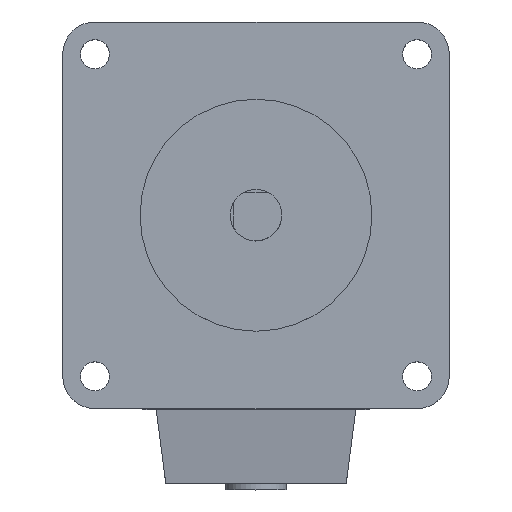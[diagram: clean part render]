
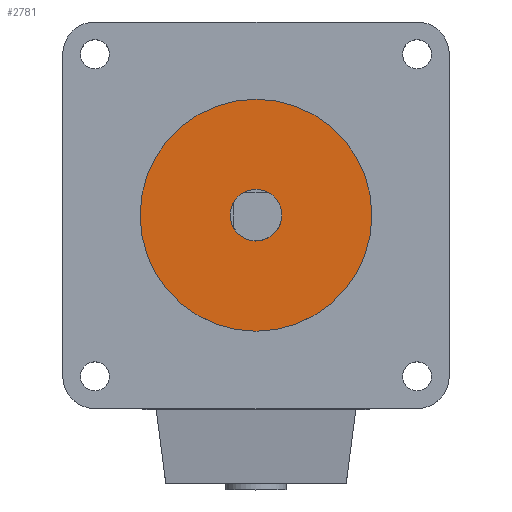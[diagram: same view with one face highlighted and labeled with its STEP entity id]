
A CAD part, top view. The second image highlights one B-rep face of the part: STEP entity #2781.
In plain terms, the highlighted planar face has unit normal (0, 0, 1).
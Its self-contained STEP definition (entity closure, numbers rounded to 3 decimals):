
#605 = ORIENTED_EDGE ( 'NONE', *, *, #5845, .T. ) ;
#606 = ORIENTED_EDGE ( 'NONE', *, *, #5840, .F. ) ;
#608 = ORIENTED_EDGE ( 'NONE', *, *, #3668, .T. ) ;
#609 = ORIENTED_EDGE ( 'NONE', *, *, #3659, .F. ) ;
#1226 = CARTESIAN_POINT ( 'NONE',  ( 30., 30., 1.5 ) ) ;
#1227 = DIRECTION ( 'NONE',  ( 0., 0., 1. ) ) ;
#1228 = DIRECTION ( 'NONE',  ( 1., 0., 0. ) ) ;
#1334 = AXIS2_PLACEMENT_3D ( 'NONE', #3127, #3128, #3129 ) ;
#1794 = VERTEX_POINT ( 'NONE', #4923 ) ;
#1801 = VERTEX_POINT ( 'NONE', #4930 ) ;
#1884 = EDGE_LOOP ( 'NONE', ( #605, #608 ) ) ;
#1885 = EDGE_LOOP ( 'NONE', ( #606, #609 ) ) ;
#2273 = VERTEX_POINT ( 'NONE', #3345 ) ;
#2282 = VERTEX_POINT ( 'NONE', #3354 ) ;
#2781 = ADVANCED_FACE ( 'NONE', ( #5128, #5129 ), #3126, .T. ) ;
#3126 = PLANE ( 'NONE',  #1334 ) ;
#3127 = CARTESIAN_POINT ( 'NONE',  ( 30., 30., 1.5 ) ) ;
#3128 = DIRECTION ( 'NONE',  ( 0., 0., 1. ) ) ;
#3129 = DIRECTION ( 'NONE',  ( 1., 0., 0. ) ) ;
#3345 = CARTESIAN_POINT ( 'NONE',  ( 34., 30., 1.5 ) ) ;
#3354 = CARTESIAN_POINT ( 'NONE',  ( 26., 30., 1.5 ) ) ;
#3659 = EDGE_CURVE ( 'NONE', #2273, #2282, #4495, .T. ) ;
#3668 = EDGE_CURVE ( 'NONE', #1794, #1801, #4511, .T. ) ;
#4495 = CIRCLE ( 'NONE', #4501, 4. ) ;
#4501 = AXIS2_PLACEMENT_3D ( 'NONE', #1226, #1227, #1228 ) ;
#4511 = CIRCLE ( 'NONE', #4513, 18. ) ;
#4513 = AXIS2_PLACEMENT_3D ( 'NONE', #5256, #5257, #5258 ) ;
#4588 = CIRCLE ( 'NONE', #4599, 4. ) ;
#4598 = CIRCLE ( 'NONE', #4606, 18. ) ;
#4599 = AXIS2_PLACEMENT_3D ( 'NONE', #5597, #5598, #5599 ) ;
#4606 = AXIS2_PLACEMENT_3D ( 'NONE', #5612, #5613, #5614 ) ;
#4923 = CARTESIAN_POINT ( 'NONE',  ( 48., 30., 1.5 ) ) ;
#4930 = CARTESIAN_POINT ( 'NONE',  ( 12., 30., 1.5 ) ) ;
#5128 = FACE_OUTER_BOUND ( 'NONE', #1884, .T. ) ;
#5129 = FACE_BOUND ( 'NONE', #1885, .T. ) ;
#5256 = CARTESIAN_POINT ( 'NONE',  ( 30., 30., 1.5 ) ) ;
#5257 = DIRECTION ( 'NONE',  ( 0., 0., 1. ) ) ;
#5258 = DIRECTION ( 'NONE',  ( 1., 0., 0. ) ) ;
#5597 = CARTESIAN_POINT ( 'NONE',  ( 30., 30., 1.5 ) ) ;
#5598 = DIRECTION ( 'NONE',  ( 0., 0., 1. ) ) ;
#5599 = DIRECTION ( 'NONE',  ( 1., 0., 0. ) ) ;
#5612 = CARTESIAN_POINT ( 'NONE',  ( 30., 30., 1.5 ) ) ;
#5613 = DIRECTION ( 'NONE',  ( 0., 0., 1. ) ) ;
#5614 = DIRECTION ( 'NONE',  ( 1., 0., 0. ) ) ;
#5840 = EDGE_CURVE ( 'NONE', #2282, #2273, #4588, .T. ) ;
#5845 = EDGE_CURVE ( 'NONE', #1801, #1794, #4598, .T. ) ;
